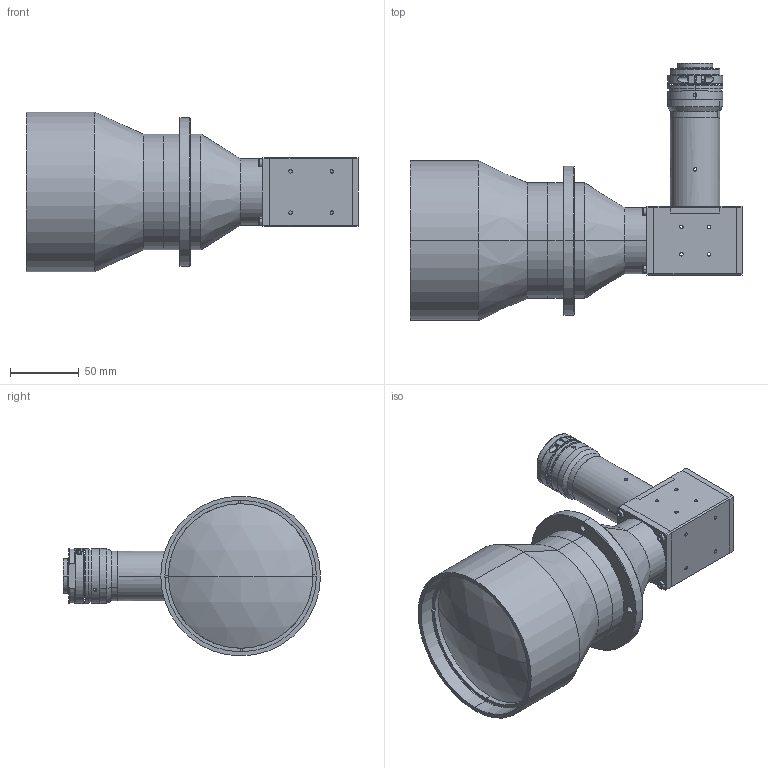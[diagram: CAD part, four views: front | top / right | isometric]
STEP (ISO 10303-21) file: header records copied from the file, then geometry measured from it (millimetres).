
FILE_DESCRIPTION (( 'STEP AP203' ), '1' );
FILE_NAME ('XF-5MDT0109X120-L90-V5.3.STEP', '2018-12-29T04:08:31', ( 'zhanghp' ), ( '' ), 'SwSTEP 2.0', 'SolidWorks 2014', '' );
FILE_SCHEMA (( 'CONFIG_CONTROL_DESIGN' ));
Length unit declared in the file: millimetre
Products named in the file (1): XF-5MDT0109X120-L90-V5.3
Bounding box: 241.04 x 186.62 x 116 mm (x, y, z)
Surface area: 113881.2 mm2 (no closed solid volume)
Topology: 0 solids, 36 shells, 358 faces, 1047 edges, 700 vertices
Faces by surface type: plane 168, cylinder 122, torus 34, cone 32, sphere 2
Entity records: 12350 total; most frequent: CARTESIAN_POINT 2788, DIRECTION 2098, ORIENTED_EDGE 1676, EDGE_CURVE 1027, AXIS2_PLACEMENT_3D 762, VERTEX_POINT 700, VECTOR 574, LINE 574
